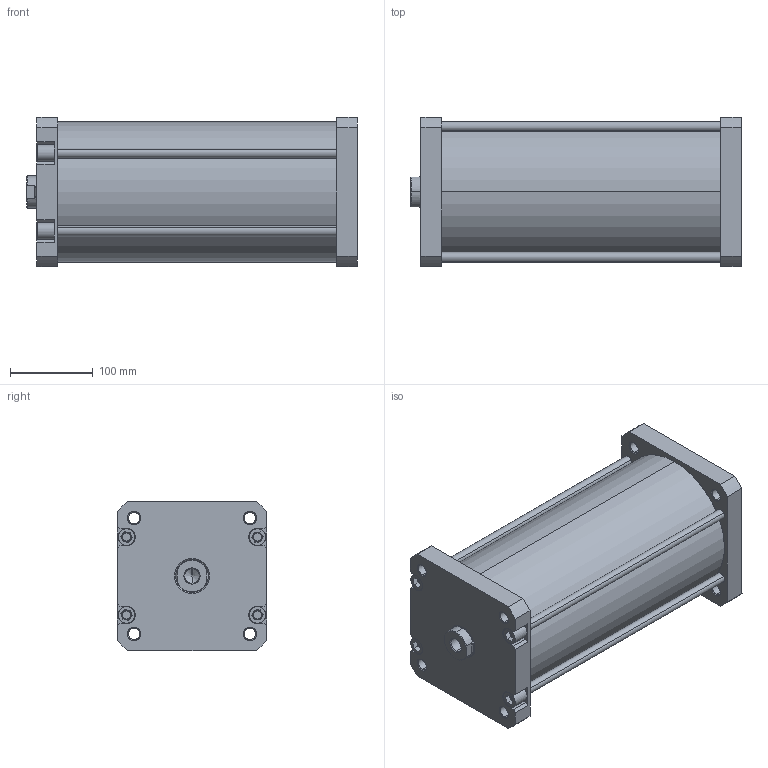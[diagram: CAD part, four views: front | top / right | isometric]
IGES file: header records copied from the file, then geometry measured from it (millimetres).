
Start section: SolidWorks IGES file using analytic representation for surfaces
Global section: file name: PK  160-300  CYLINDER.IGS; native system: SolidWorks 2010; preprocessor: SolidWorks 2010; author: HASAN; date: 100831.114640; units: millimetre
Bounding box: 399.25 x 180 x 180 mm (x, y, z)
Surface area: 699971.7 mm2 (no closed solid volume)
Topology: 0 solids, 0 shells, 259 faces, 3901 edges, 3899 vertices
Faces by surface type: revolution 170, bspline 89
